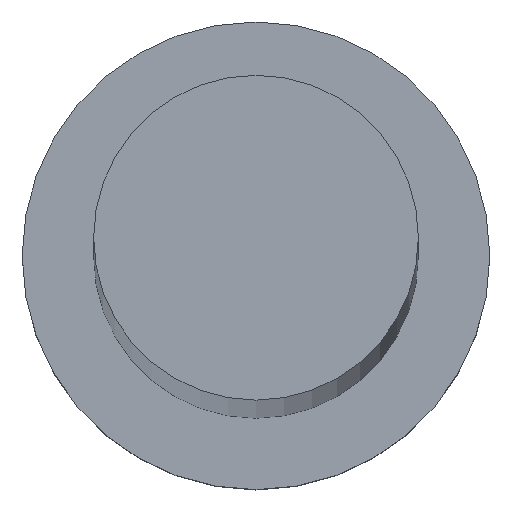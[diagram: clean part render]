
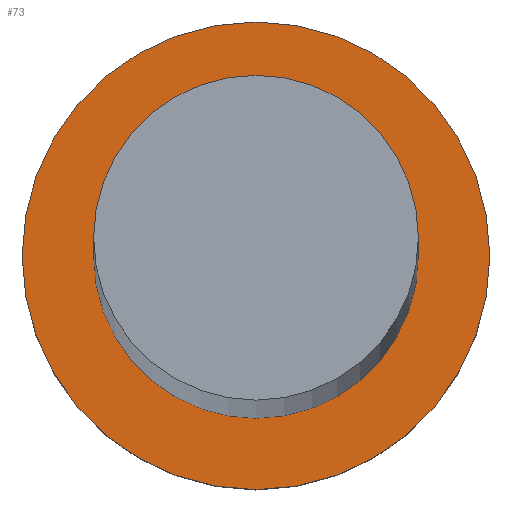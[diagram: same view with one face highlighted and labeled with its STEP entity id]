
A CAD part, top view. The second image highlights one B-rep face of the part: STEP entity #73.
In plain terms, the highlighted planar face has unit normal (0, 0, 1).
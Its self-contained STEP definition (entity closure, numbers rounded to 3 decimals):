
#1 = CARTESIAN_POINT ( 'NONE',  ( 6.25, 0., 7. ) ) ;
#4 = CARTESIAN_POINT ( 'NONE',  ( 9., 0., 7. ) ) ;
#5 = VERTEX_POINT ( 'NONE', #255 ) ;
#6 = VERTEX_POINT ( 'NONE', #46 ) ;
#16 = EDGE_CURVE ( 'NONE', #5, #163, #231, .T. ) ;
#22 = DIRECTION ( 'NONE',  ( 0., 0., 1. ) ) ;
#24 = DIRECTION ( 'NONE',  ( 1., 0., 0. ) ) ;
#35 = DIRECTION ( 'NONE',  ( 0., 0., 1. ) ) ;
#46 = CARTESIAN_POINT ( 'NONE',  ( -6.25, 0., 7. ) ) ;
#48 = VERTEX_POINT ( 'NONE', #1 ) ;
#57 = CARTESIAN_POINT ( 'NONE',  ( 0., 0., 7. ) ) ;
#60 = AXIS2_PLACEMENT_3D ( 'NONE', #89, #239, #197 ) ;
#73 = ADVANCED_FACE ( 'NONE', ( #236, #252 ), #79, .T. ) ;
#79 = PLANE ( 'NONE',  #111 ) ;
#83 = DIRECTION ( 'NONE',  ( 0., 0., 1. ) ) ;
#87 = ORIENTED_EDGE ( 'NONE', *, *, #221, .F. ) ;
#89 = CARTESIAN_POINT ( 'NONE',  ( 0., 0., 7. ) ) ;
#92 = EDGE_CURVE ( 'NONE', #163, #5, #130, .T. ) ;
#96 = DIRECTION ( 'NONE',  ( 1., 0., 0. ) ) ;
#107 = EDGE_LOOP ( 'NONE', ( #244, #143 ) ) ;
#111 = AXIS2_PLACEMENT_3D ( 'NONE', #119, #137, #196 ) ;
#119 = CARTESIAN_POINT ( 'NONE',  ( 0., 0., 7. ) ) ;
#130 = CIRCLE ( 'NONE', #171, 9. ) ;
#137 = DIRECTION ( 'NONE',  ( 0., 0., 1. ) ) ;
#143 = ORIENTED_EDGE ( 'NONE', *, *, #92, .T. ) ;
#157 = CARTESIAN_POINT ( 'NONE',  ( 0., 0., 7. ) ) ;
#160 = CARTESIAN_POINT ( 'NONE',  ( 0., 0., 7. ) ) ;
#163 = VERTEX_POINT ( 'NONE', #4 ) ;
#167 = AXIS2_PLACEMENT_3D ( 'NONE', #57, #35, #96 ) ;
#170 = DIRECTION ( 'NONE',  ( 1., 0., 0. ) ) ;
#171 = AXIS2_PLACEMENT_3D ( 'NONE', #160, #83, #24 ) ;
#181 = ORIENTED_EDGE ( 'NONE', *, *, #247, .F. ) ;
#186 = AXIS2_PLACEMENT_3D ( 'NONE', #157, #22, #170 ) ;
#196 = DIRECTION ( 'NONE',  ( 1., 0., 0. ) ) ;
#197 = DIRECTION ( 'NONE',  ( 1., 0., 0. ) ) ;
#203 = EDGE_LOOP ( 'NONE', ( #87, #181 ) ) ;
#208 = CIRCLE ( 'NONE', #167, 6.25 ) ;
#221 = EDGE_CURVE ( 'NONE', #6, #48, #245, .T. ) ;
#231 = CIRCLE ( 'NONE', #60, 9. ) ;
#236 = FACE_BOUND ( 'NONE', #203, .T. ) ;
#239 = DIRECTION ( 'NONE',  ( 0., 0., 1. ) ) ;
#244 = ORIENTED_EDGE ( 'NONE', *, *, #16, .T. ) ;
#245 = CIRCLE ( 'NONE', #186, 6.25 ) ;
#247 = EDGE_CURVE ( 'NONE', #48, #6, #208, .T. ) ;
#252 = FACE_OUTER_BOUND ( 'NONE', #107, .T. ) ;
#255 = CARTESIAN_POINT ( 'NONE',  ( -9., 0., 7. ) ) ;
